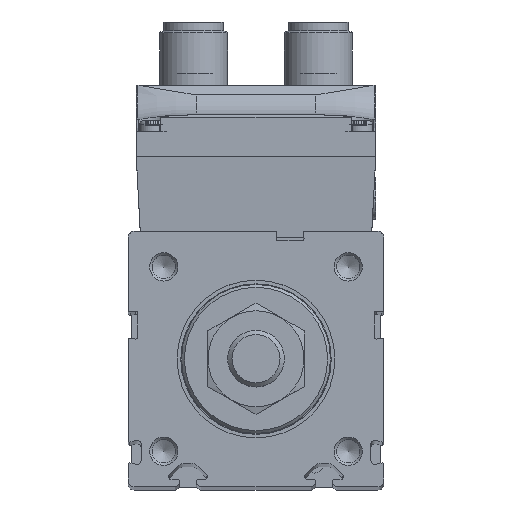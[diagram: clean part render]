
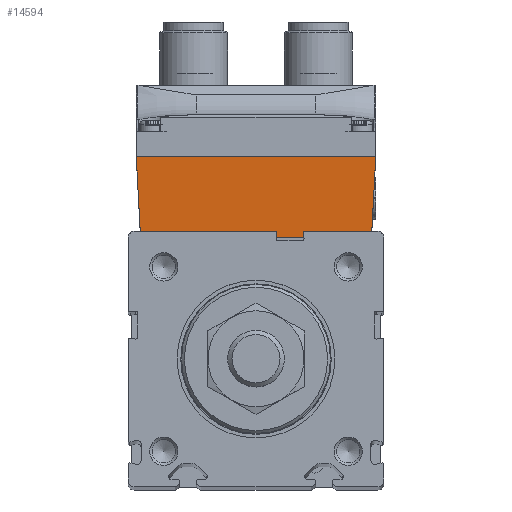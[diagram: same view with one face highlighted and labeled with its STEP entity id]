
A CAD part, top view. The second image highlights one B-rep face of the part: STEP entity #14594.
In plain terms, the highlighted planar face has unit normal (0, -0.052, 0.999).
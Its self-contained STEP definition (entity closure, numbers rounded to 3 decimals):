
#5094=ORIENTED_EDGE('',*,*,#6638,.T.);
#5095=ORIENTED_EDGE('',*,*,#6629,.F.);
#5096=ORIENTED_EDGE('',*,*,#6602,.F.);
#5097=ORIENTED_EDGE('',*,*,#6626,.F.);
#6602=EDGE_CURVE('',#8300,#8301,#9413,.T.);
#6626=EDGE_CURVE('',#8323,#8300,#9427,.T.);
#6629=EDGE_CURVE('',#8301,#8324,#9430,.T.);
#6638=EDGE_CURVE('',#8323,#8324,#9439,.T.);
#8300=VERTEX_POINT('',#26692);
#8301=VERTEX_POINT('',#26694);
#8323=VERTEX_POINT('',#26740);
#8324=VERTEX_POINT('',#26744);
#9413=LINE('',#26693,#10413);
#9427=LINE('',#26741,#10427);
#9430=LINE('',#26747,#10430);
#9439=LINE('',#26764,#10439);
#10413=VECTOR('',#21834,1000.);
#10427=VECTOR('',#21870,1000.);
#10430=VECTOR('',#21875,1000.);
#10439=VECTOR('',#21888,1000.);
#12072=EDGE_LOOP('',(#5094,#5095,#5096,#5097));
#13297=FACE_BOUND('',#12072,.T.);
#13722=PLANE('',#19303);
#14594=ADVANCED_FACE('',(#13297),#13722,.T.);
#19303=AXIS2_PLACEMENT_3D('',#28340,#23502,#23503);
#21834=DIRECTION('',(-1.,0.,0.));
#21870=DIRECTION('',(-0.052,-0.997,-0.052));
#21875=DIRECTION('',(-0.052,0.997,0.052));
#21888=DIRECTION('',(-1.,0.,0.));
#23502=DIRECTION('',(0.,-0.052,0.999));
#23503=DIRECTION('',(0.,-0.999,-0.052));
#26692=CARTESIAN_POINT('',(20.306,21.15,-1.094));
#26693=CARTESIAN_POINT('',(21.1,21.15,-1.094));
#26694=CARTESIAN_POINT('',(-20.306,21.15,-1.094));
#26740=CARTESIAN_POINT('',(21.1,36.3,-0.3));
#26741=CARTESIAN_POINT('',(21.115,36.587,-0.285));
#26744=CARTESIAN_POINT('',(-21.1,36.3,-0.3));
#26747=CARTESIAN_POINT('',(-20.323,21.478,-1.077));
#26764=CARTESIAN_POINT('',(21.1,36.3,-0.3));
#28340=CARTESIAN_POINT('',(21.1,21.15,-1.094));
